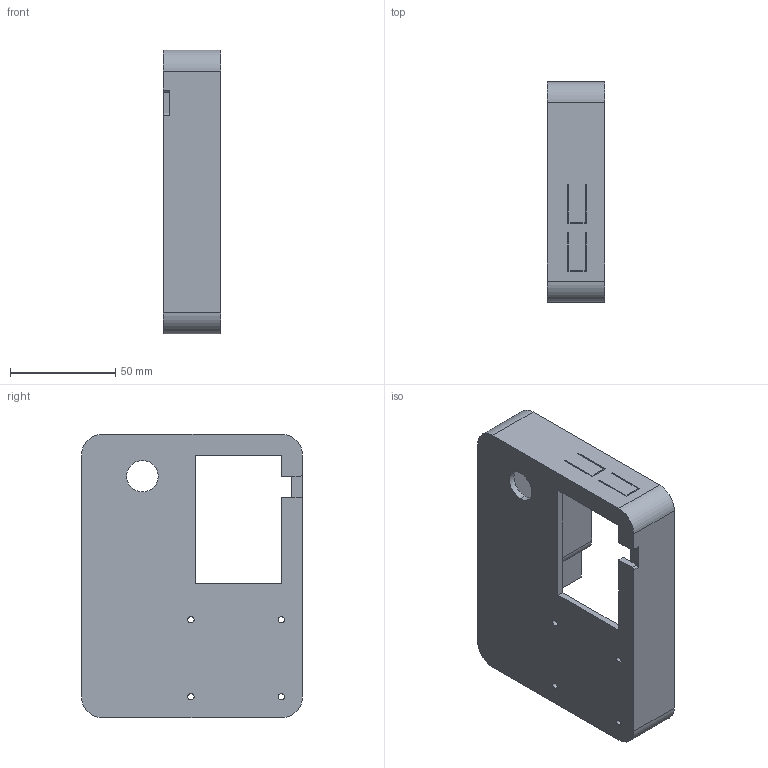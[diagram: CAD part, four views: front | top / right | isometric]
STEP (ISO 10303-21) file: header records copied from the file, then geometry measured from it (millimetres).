
FILE_DESCRIPTION (( 'STEP AP214' ), '1' );
FILE_NAME ('Case.STEP', '2025-09-15T17:34:59', ( '' ), ( '' ), 'SwSTEP 2.0', 'SolidWorks 2025', '' );
FILE_SCHEMA (( 'AUTOMOTIVE_DESIGN' ));
Length unit declared in the file: millimetre
Products named in the file (1): Case
Bounding box: 27.35 x 105 x 135 mm (x, y, z)
Volume: 108871.6 mm3; surface area: 53176.5 mm2
Topology: 1 solids, 1 shells, 158 faces, 447 edges, 288 vertices
Faces by surface type: plane 92, cylinder 58, torus 8
Entity records: 5187 total; most frequent: CARTESIAN_POINT 906, DIRECTION 898, ORIENTED_EDGE 894, EDGE_CURVE 447, LINE 306, VECTOR 306, AXIS2_PLACEMENT_3D 296, VERTEX_POINT 288
